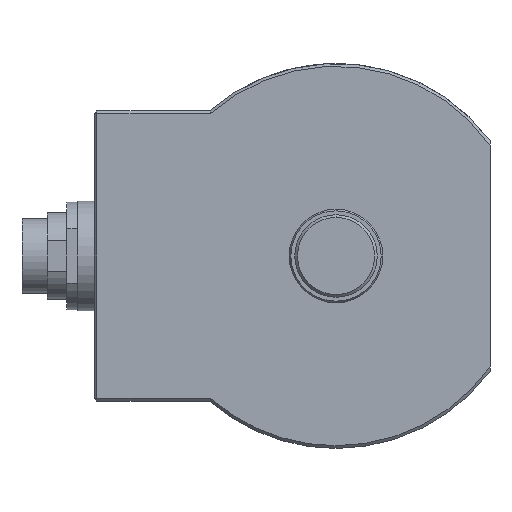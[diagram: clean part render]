
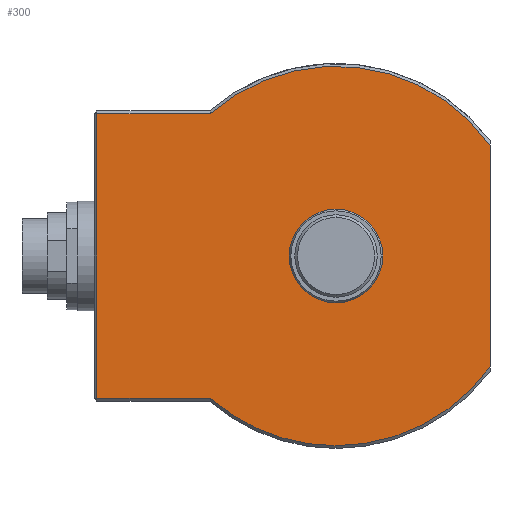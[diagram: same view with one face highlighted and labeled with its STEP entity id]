
A CAD part, left-side view. The second image highlights one B-rep face of the part: STEP entity #300.
In plain terms, the highlighted planar face has unit normal (-1, 0, 0).
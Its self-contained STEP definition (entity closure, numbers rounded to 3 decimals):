
#203 = EDGE_CURVE ( 'NONE', #204, #205, #1396, .T. ) ;
#204 = VERTEX_POINT ( 'NONE', #1392 ) ;
#205 = VERTEX_POINT ( 'NONE', #1391 ) ;
#300 = ADVANCED_FACE ( 'NONE', ( #1589, #1592 ), #1615, .T. ) ;
#301 = EDGE_LOOP ( 'NONE', ( #302, #306, #355, #356, #357, #360, #363 ) ) ;
#302 = ORIENTED_EDGE ( 'NONE', *, *, #303, .T. ) ;
#303 = EDGE_CURVE ( 'NONE', #304, #305, #1595, .T. ) ;
#304 = VERTEX_POINT ( 'NONE', #1694 ) ;
#305 = VERTEX_POINT ( 'NONE', #1732 ) ;
#306 = ORIENTED_EDGE ( 'NONE', *, *, #307, .T. ) ;
#307 = EDGE_CURVE ( 'NONE', #305, #204, #1687, .T. ) ;
#341 = ORIENTED_EDGE ( 'NONE', *, *, #485, .F. ) ;
#355 = ORIENTED_EDGE ( 'NONE', *, *, #203, .T. ) ;
#356 = ORIENTED_EDGE ( 'NONE', *, *, #384, .T. ) ;
#357 = ORIENTED_EDGE ( 'NONE', *, *, #358, .T. ) ;
#358 = EDGE_CURVE ( 'NONE', #432, #359, #1611, .T. ) ;
#359 = VERTEX_POINT ( 'NONE', #1606 ) ;
#360 = ORIENTED_EDGE ( 'NONE', *, *, #361, .T. ) ;
#361 = EDGE_CURVE ( 'NONE', #359, #362, #1550, .T. ) ;
#362 = VERTEX_POINT ( 'NONE', #1749 ) ;
#363 = ORIENTED_EDGE ( 'NONE', *, *, #364, .T. ) ;
#364 = EDGE_CURVE ( 'NONE', #362, #304, #1745, .T. ) ;
#365 = EDGE_LOOP ( 'NONE', ( #366, #341 ) ) ;
#366 = ORIENTED_EDGE ( 'NONE', *, *, #367, .F. ) ;
#367 = EDGE_CURVE ( 'NONE', #486, #483, #1743, .T. ) ;
#384 = EDGE_CURVE ( 'NONE', #205, #432, #1811, .T. ) ;
#432 = VERTEX_POINT ( 'NONE', #2035 ) ;
#483 = VERTEX_POINT ( 'NONE', #1879 ) ;
#485 = EDGE_CURVE ( 'NONE', #483, #486, #1935, .T. ) ;
#486 = VERTEX_POINT ( 'NONE', #1930 ) ;
#1359 = CARTESIAN_POINT ( 'NONE',  ( -64.05, 44., 25.875 ) ) ;
#1391 = CARTESIAN_POINT ( 'NONE',  ( -64.05, -28., -20.156 ) ) ;
#1392 = CARTESIAN_POINT ( 'NONE',  ( -64.05, 0., -34.5 ) ) ;
#1393 = DIRECTION ( 'NONE',  ( 0., 0., 1. ) ) ;
#1394 = DIRECTION ( 'NONE',  ( -1., 0., 0. ) ) ;
#1395 = AXIS2_PLACEMENT_3D ( 'NONE', #1401, #1394, #1393 ) ;
#1396 = CIRCLE ( 'NONE', #1395, 34.5 ) ;
#1401 = CARTESIAN_POINT ( 'NONE',  ( -64.05, 0., 0. ) ) ;
#1550 = LINE ( 'NONE', #1359, #1757 ) ;
#1589 = FACE_OUTER_BOUND ( 'NONE', #301, .T. ) ;
#1592 = FACE_BOUND ( 'NONE', #365, .T. ) ;
#1595 = LINE ( 'NONE', #1697, #1696 ) ;
#1596 = DIRECTION ( 'NONE',  ( 0., 0., 1. ) ) ;
#1606 = CARTESIAN_POINT ( 'NONE',  ( -64.05, 22.82, 25.875 ) ) ;
#1607 = DIRECTION ( 'NONE',  ( 0., 0., 1. ) ) ;
#1608 = DIRECTION ( 'NONE',  ( -1., 0., 0. ) ) ;
#1609 = CARTESIAN_POINT ( 'NONE',  ( -64.05, 0., 0. ) ) ;
#1610 = AXIS2_PLACEMENT_3D ( 'NONE', #1609, #1608, #1607 ) ;
#1611 = CIRCLE ( 'NONE', #1610, 34.5 ) ;
#1615 = PLANE ( 'NONE',  #1672 ) ;
#1668 = DIRECTION ( 'NONE',  ( 0., 0., 1. ) ) ;
#1670 = DIRECTION ( 'NONE',  ( -1., 0., 0. ) ) ;
#1671 = CARTESIAN_POINT ( 'NONE',  ( -64.05, 0., 0. ) ) ;
#1672 = AXIS2_PLACEMENT_3D ( 'NONE', #1671, #1670, #1596 ) ;
#1684 = DIRECTION ( 'NONE',  ( -1., 0., 0. ) ) ;
#1685 = CARTESIAN_POINT ( 'NONE',  ( -64.05, 0., 0. ) ) ;
#1686 = AXIS2_PLACEMENT_3D ( 'NONE', #1685, #1684, #1668 ) ;
#1687 = CIRCLE ( 'NONE', #1686, 34.5 ) ;
#1694 = CARTESIAN_POINT ( 'NONE',  ( -64.05, 43.5, -25.875 ) ) ;
#1695 = DIRECTION ( 'NONE',  ( 0., -1., 0. ) ) ;
#1696 = VECTOR ( 'NONE', #1695, 1000. ) ;
#1697 = CARTESIAN_POINT ( 'NONE',  ( -64.05, 23.008, -25.875 ) ) ;
#1732 = CARTESIAN_POINT ( 'NONE',  ( -64.05, 22.82, -25.875 ) ) ;
#1743 = CIRCLE ( 'NONE', #1746, 8.5 ) ;
#1744 = CARTESIAN_POINT ( 'NONE',  ( -64.05, 43.5, -26.375 ) ) ;
#1745 = LINE ( 'NONE', #1744, #1766 ) ;
#1746 = AXIS2_PLACEMENT_3D ( 'NONE', #1753, #1752, #1751 ) ;
#1749 = CARTESIAN_POINT ( 'NONE',  ( -64.05, 43.5, 25.875 ) ) ;
#1751 = DIRECTION ( 'NONE',  ( 0., 0., 1. ) ) ;
#1752 = DIRECTION ( 'NONE',  ( -1., 0., 0. ) ) ;
#1753 = CARTESIAN_POINT ( 'NONE',  ( -64.05, 0., 0. ) ) ;
#1757 = VECTOR ( 'NONE', #1758, 1000. ) ;
#1758 = DIRECTION ( 'NONE',  ( 0., 1., 0. ) ) ;
#1765 = DIRECTION ( 'NONE',  ( 0., 0., -1. ) ) ;
#1766 = VECTOR ( 'NONE', #1765, 1000. ) ;
#1808 = DIRECTION ( 'NONE',  ( 0., 0., 1. ) ) ;
#1809 = VECTOR ( 'NONE', #1808, 1000. ) ;
#1810 = CARTESIAN_POINT ( 'NONE',  ( -64.05, -28., -21. ) ) ;
#1811 = LINE ( 'NONE', #1810, #1809 ) ;
#1879 = CARTESIAN_POINT ( 'NONE',  ( -64.05, 0., 8.5 ) ) ;
#1930 = CARTESIAN_POINT ( 'NONE',  ( -64.05, 0., -8.5 ) ) ;
#1931 = DIRECTION ( 'NONE',  ( 0., 0., 1. ) ) ;
#1932 = DIRECTION ( 'NONE',  ( -1., 0., 0. ) ) ;
#1933 = CARTESIAN_POINT ( 'NONE',  ( -64.05, 0., 0. ) ) ;
#1934 = AXIS2_PLACEMENT_3D ( 'NONE', #1933, #1932, #1931 ) ;
#1935 = CIRCLE ( 'NONE', #1934, 8.5 ) ;
#2035 = CARTESIAN_POINT ( 'NONE',  ( -64.05, -28., 20.156 ) ) ;
